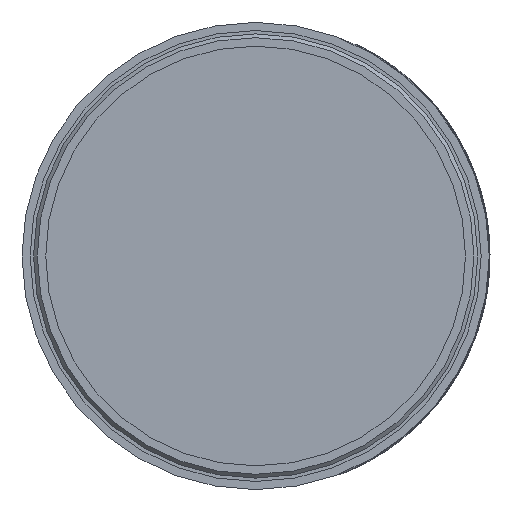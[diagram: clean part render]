
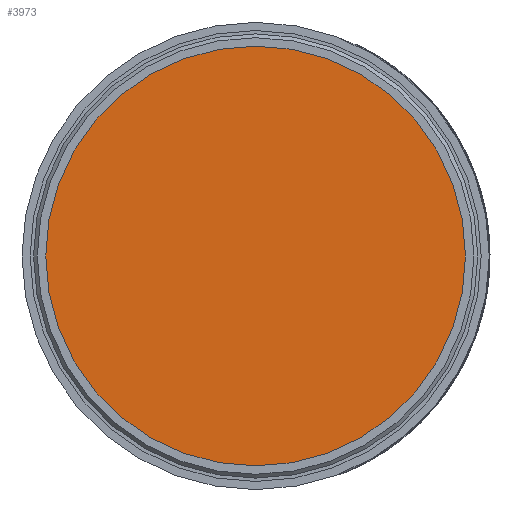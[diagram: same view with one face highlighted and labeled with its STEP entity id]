
A CAD part, front view. The second image highlights one B-rep face of the part: STEP entity #3973.
In plain terms, the highlighted planar face has unit normal (0, -1, 0).
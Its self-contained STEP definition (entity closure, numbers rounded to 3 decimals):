
#193=PLANE($,#4303);
#947=FACE_OUTER_BOUND($,#1213,.T.);
#1213=EDGE_LOOP($,(#3682));
#1345=CIRCLE($,#4292,27.851);
#1966=VERTEX_POINT($,#8881);
#2542=EDGE_CURVE($,#1966,#1966,#1345,.T.);
#3682=ORIENTED_EDGE($,*,*,#2542,.T.);
#3973=ADVANCED_FACE($,(#947),#193,.F.);
#4292=AXIS2_PLACEMENT_3D($,#8882,#5167,#5168);
#4303=AXIS2_PLACEMENT_3D($,#8897,#5189,#5190);
#5167=DIRECTION('center_axis',(0.,-1.,0.));
#5168=DIRECTION('ref_axis',(-1.,0.,0.));
#5189=DIRECTION('center_axis',(0.,1.,0.));
#5190=DIRECTION('ref_axis',(0.,0.,1.));
#8881=CARTESIAN_POINT('',(27.851,-460.4,0.));
#8882=CARTESIAN_POINT('Origin',(0.,-460.4,0.));
#8897=CARTESIAN_POINT('Origin',(0.,-460.4,0.));
